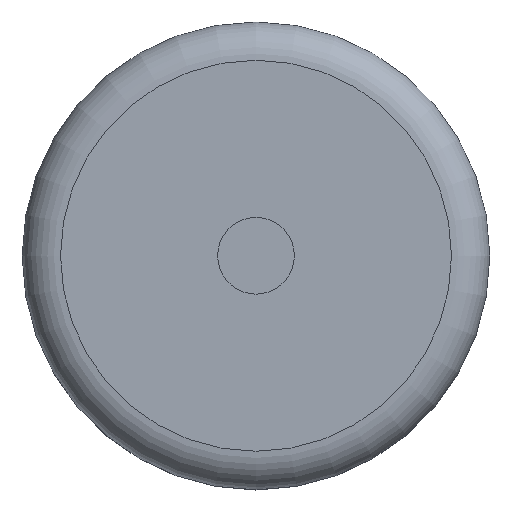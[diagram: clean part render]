
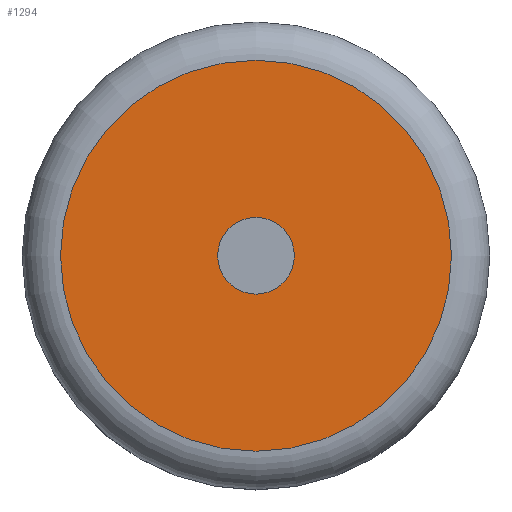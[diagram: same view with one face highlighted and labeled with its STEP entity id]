
A CAD part, top view. The second image highlights one B-rep face of the part: STEP entity #1294.
In plain terms, the highlighted planar face has unit normal (0, 0, 1).
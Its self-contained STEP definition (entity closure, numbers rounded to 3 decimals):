
#1053 = EDGE_CURVE('',#1054,#1056,#1058,.T.);
#1054 = VERTEX_POINT('',#1055);
#1055 = CARTESIAN_POINT('',(-2.6,0.,6.5));
#1056 = VERTEX_POINT('',#1057);
#1057 = CARTESIAN_POINT('',(2.5,5.1,6.5));
#1058 = CIRCLE('',#1059,5.1);
#1059 = AXIS2_PLACEMENT_3D('',#1060,#1061,#1062);
#1060 = CARTESIAN_POINT('',(2.5,0.,6.5));
#1061 = DIRECTION('',(0.,0.,-1.));
#1062 = DIRECTION('',(1.,0.,0.));
#1074 = EDGE_CURVE('',#1056,#1054,#1075,.T.);
#1075 = CIRCLE('',#1076,5.1);
#1076 = AXIS2_PLACEMENT_3D('',#1077,#1078,#1079);
#1077 = CARTESIAN_POINT('',(2.5,0.,6.5));
#1078 = DIRECTION('',(0.,0.,-1.));
#1079 = DIRECTION('',(1.,0.,0.));
#1294 = ADVANCED_FACE('',(#1295,#1299),#1310,.T.);
#1295 = FACE_BOUND('',#1296,.T.);
#1296 = EDGE_LOOP('',(#1297,#1298));
#1297 = ORIENTED_EDGE('',*,*,#1053,.F.);
#1298 = ORIENTED_EDGE('',*,*,#1074,.F.);
#1299 = FACE_BOUND('',#1300,.T.);
#1300 = EDGE_LOOP('',(#1301));
#1301 = ORIENTED_EDGE('',*,*,#1302,.T.);
#1302 = EDGE_CURVE('',#1303,#1303,#1305,.T.);
#1303 = VERTEX_POINT('',#1304);
#1304 = CARTESIAN_POINT('',(3.5,0.,6.5));
#1305 = CIRCLE('',#1306,1.);
#1306 = AXIS2_PLACEMENT_3D('',#1307,#1308,#1309);
#1307 = CARTESIAN_POINT('',(2.5,0.,6.5));
#1308 = DIRECTION('',(0.,0.,-1.));
#1309 = DIRECTION('',(-1.,0.,0.));
#1310 = PLANE('',#1311);
#1311 = AXIS2_PLACEMENT_3D('',#1312,#1313,#1314);
#1312 = CARTESIAN_POINT('',(2.5,0.,6.5));
#1313 = DIRECTION('',(0.,0.,1.));
#1314 = DIRECTION('',(1.,0.,0.));
